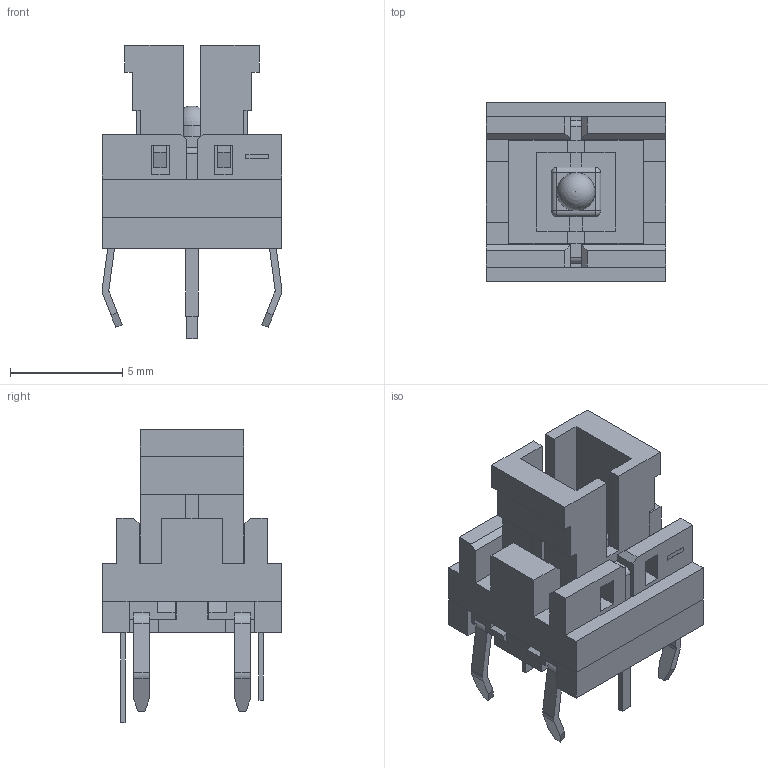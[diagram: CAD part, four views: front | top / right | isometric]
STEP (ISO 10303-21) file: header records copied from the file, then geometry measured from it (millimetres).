
FILE_DESCRIPTION(/* description */ (''),/* implementation_level */ '2;1');
FILE_NAME(/* name */ 'TL6275BA2PQNx.stp',/* time_stamp */ '2025-06-04T12:52:28-05:00',/* author */ ('mroman'),/* organization */ (''),/* preprocessor_version */ 'ST-DEVELOPER v18.1',/* originating_system */ 'Autodesk Inventor 2022',/* authorisation */ '');
FILE_SCHEMA (('AUTOMOTIVE_DESIGN { 1 0 10303 214 3 1 1 }'));
Length unit declared in the file: centimetre
Products named in the file (1): TL6275BA2PQNx
Bounding box: 8 x 8 x 13.05 mm (x, y, z)
Volume: 300.8 mm3; surface area: 699.2 mm2
Topology: 1 solids, 1 shells, 334 faces, 926 edges, 597 vertices
Faces by surface type: plane 299, cylinder 30, sphere 5
Full cylindrical faces by diameter (mm): 1.7 x1, 3.2 x1
Entity records: 10509 total; most frequent: CARTESIAN_POINT 1857, ORIENTED_EDGE 1850, DIRECTION 1668, EDGE_CURVE 925, LINE 852, VECTOR 852, VERTEX_POINT 597, AXIS2_PLACEMENT_3D 408
